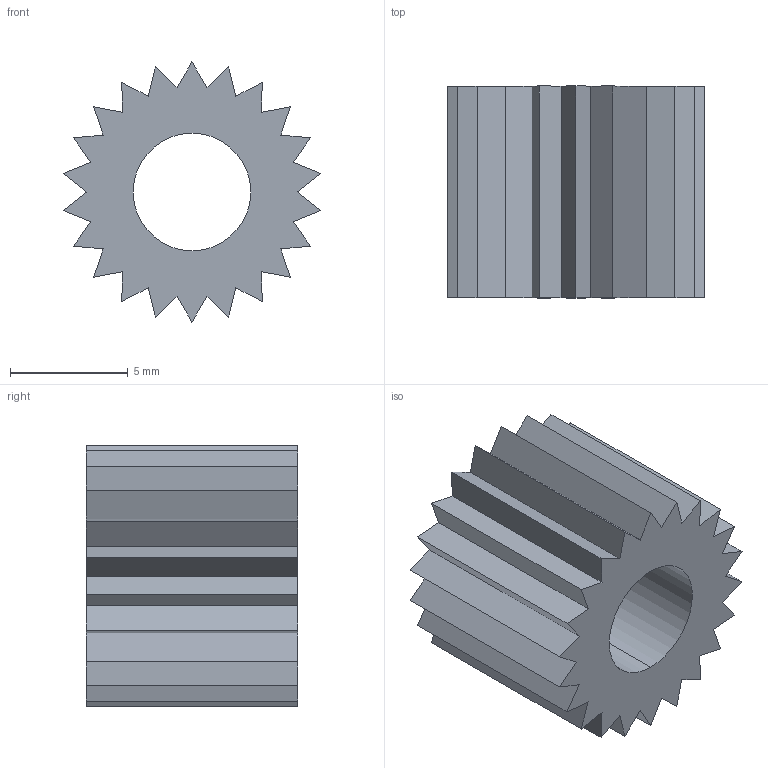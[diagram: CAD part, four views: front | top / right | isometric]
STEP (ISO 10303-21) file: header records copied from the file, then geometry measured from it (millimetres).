
FILE_DESCRIPTION (( 'STEP AP203' ), '1' );
FILE_NAME ('small gear.STEP', '2017-01-27T16:44:11', ( '' ), ( '' ), 'SwSTEP 2.0', 'SolidWorks 2016', '' );
FILE_SCHEMA (( 'CONFIG_CONTROL_DESIGN' ));
Length unit declared in the file: millimetre
Products named in the file (1): small gear
Bounding box: 10.97 x 9 x 11.08 mm (x, y, z)
Volume: 523.1 mm3; surface area: 762.8 mm2
Topology: 1 solids, 1 shells, 48 faces, 138 edges, 92 vertices
Faces by surface type: plane 46, cylinder 2
Entity records: 1627 total; most frequent: CARTESIAN_POINT 279, ORIENTED_EDGE 276, DIRECTION 240, EDGE_CURVE 138, VECTOR 134, LINE 134, VERTEX_POINT 92, AXIS2_PLACEMENT_3D 53
